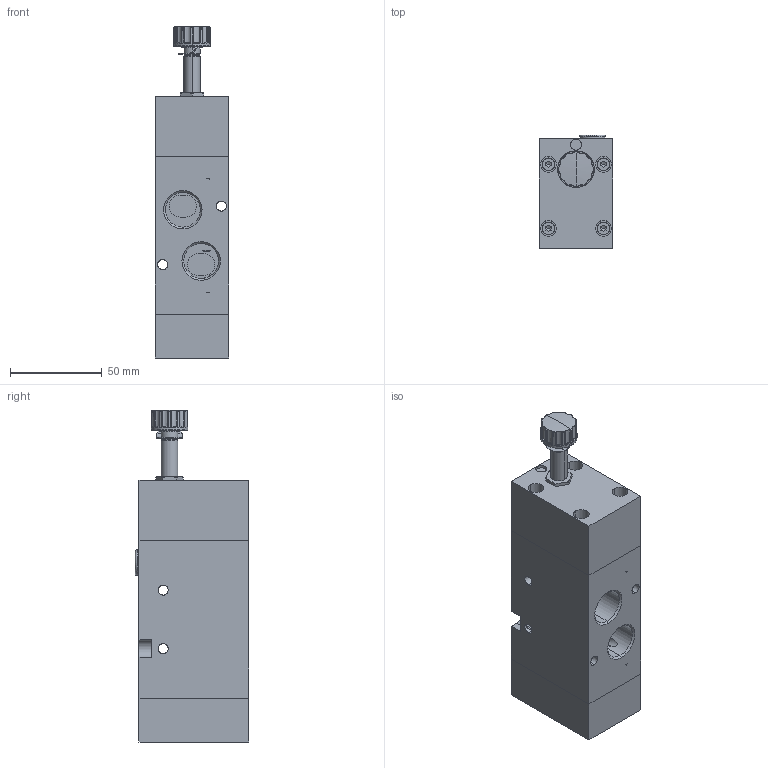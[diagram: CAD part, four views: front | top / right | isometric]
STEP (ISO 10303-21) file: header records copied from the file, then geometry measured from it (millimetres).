
FILE_DESCRIPTION (( 'STEP AP214' ), '1' );
FILE_NAME ('02_001_3.STEP', '2015-12-21T16:24:50', ( '' ), ( '' ), 'SwSTEP 2.0', 'SolidWorks 2016', '' );
FILE_SCHEMA (( 'AUTOMOTIVE_DESIGN' ));
Length unit declared in the file: millimetre
Products named in the file (1): 02_001_3
Bounding box: 40 x 62.08 x 181.4 mm (x, y, z)
Volume: 323107.3 mm3; surface area: 60002.9 mm2
Topology: 15 solids, 17 shells, 713 faces, 1738 edges, 1092 vertices
Faces by surface type: plane 325, cylinder 174, cone 130, torus 68, sphere 14, bspline 2
Entity records: 25287 total; most frequent: CARTESIAN_POINT 4907, DIRECTION 3466, ORIENTED_EDGE 3384, EDGE_CURVE 1692, AXIS2_PLACEMENT_3D 1355, VERTEX_POINT 1074, EDGE_LOOP 786, VECTOR 756
